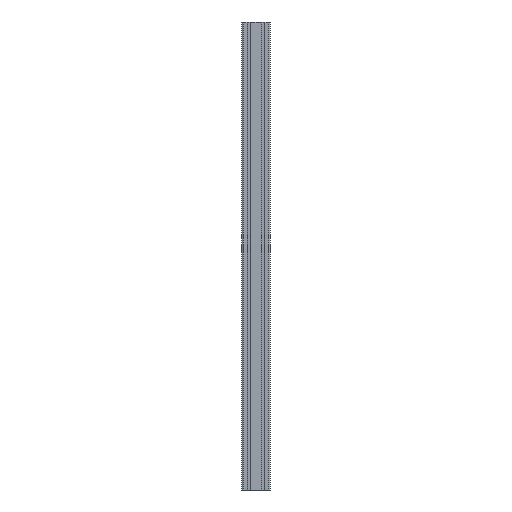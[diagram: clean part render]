
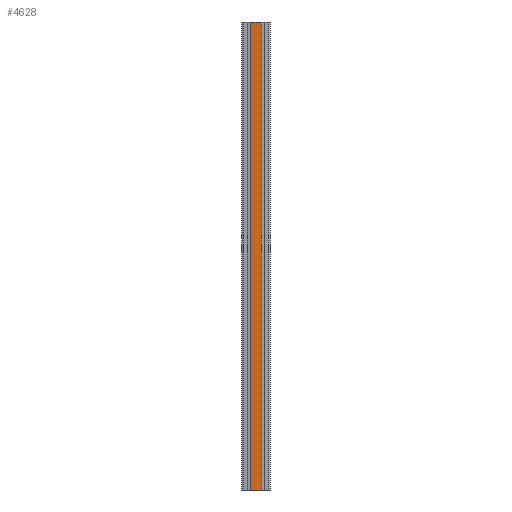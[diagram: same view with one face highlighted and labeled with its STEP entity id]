
A CAD part, front view. The second image highlights one B-rep face of the part: STEP entity #4628.
In plain terms, the highlighted planar face has unit normal (0, -1, 0).
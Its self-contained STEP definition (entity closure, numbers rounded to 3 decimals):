
#528=FACE_OUTER_BOUND($,#764,.T.);
#764=EDGE_LOOP($,(#3535,#3536,#3537,#3538));
#1152=LINE($,#7465,#1616);
#1153=LINE($,#7468,#1617);
#1154=LINE($,#7470,#1618);
#1155=LINE($,#7471,#1619);
#1616=VECTOR($,#6057,1000.);
#1617=VECTOR($,#6060,21.8);
#1618=VECTOR($,#6061,21.8);
#1619=VECTOR($,#6062,1000.);
#2085=VERTEX_POINT($,#7461);
#2086=VERTEX_POINT($,#7463);
#2087=VERTEX_POINT($,#7467);
#2088=VERTEX_POINT($,#7469);
#2694=EDGE_CURVE($,#2085,#2086,#1152,.T.);
#2695=EDGE_CURVE($,#2087,#2085,#1153,.T.);
#2696=EDGE_CURVE($,#2088,#2086,#1154,.T.);
#2697=EDGE_CURVE($,#2087,#2088,#1155,.T.);
#3535=ORIENTED_EDGE($,*,*,#2695,.T.);
#3536=ORIENTED_EDGE($,*,*,#2694,.T.);
#3537=ORIENTED_EDGE($,*,*,#2696,.F.);
#3538=ORIENTED_EDGE($,*,*,#2697,.F.);
#4437=PLANE($,#5013);
#4628=ADVANCED_FACE($,(#528),#4437,.T.);
#5013=AXIS2_PLACEMENT_3D($,#7466,#6058,#6059);
#6057=DIRECTION($,(0.,0.,1.));
#6058=DIRECTION('center_axis',(0.,-1.,0.));
#6059=DIRECTION('ref_axis',(1.,0.,0.));
#6060=DIRECTION($,(1.,0.,0.));
#6061=DIRECTION($,(1.,0.,0.));
#6062=DIRECTION($,(0.,0.,1.));
#7461=CARTESIAN_POINT('',(21.8,-30.,0.));
#7463=CARTESIAN_POINT('',(21.8,-30.,1000.));
#7465=CARTESIAN_POINT($,(21.8,-30.,0.));
#7466=CARTESIAN_POINT('Origin',(0.,-30.,0.));
#7467=CARTESIAN_POINT('',(0.,-30.,0.));
#7468=CARTESIAN_POINT($,(0.,-30.,0.));
#7469=CARTESIAN_POINT('',(0.,-30.,1000.));
#7470=CARTESIAN_POINT($,(0.,-30.,1000.));
#7471=CARTESIAN_POINT($,(0.,-30.,0.));
